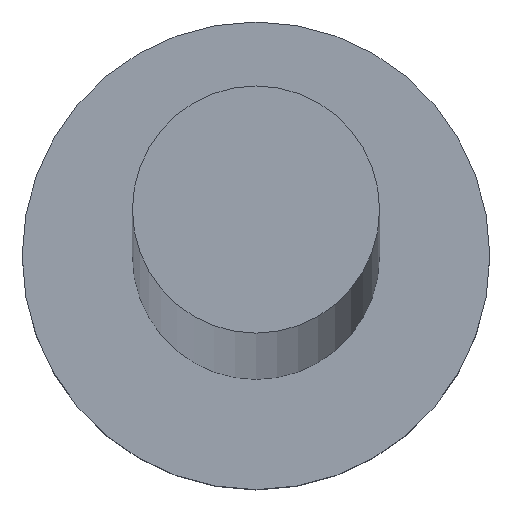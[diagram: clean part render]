
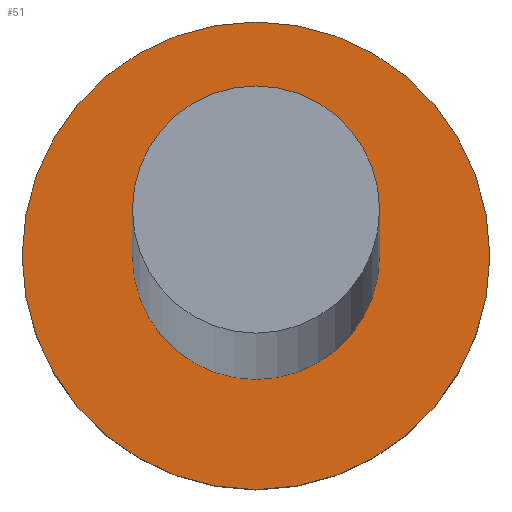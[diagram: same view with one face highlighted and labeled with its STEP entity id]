
A CAD part, top view. The second image highlights one B-rep face of the part: STEP entity #51.
In plain terms, the highlighted planar face has unit normal (0, 0, 1).
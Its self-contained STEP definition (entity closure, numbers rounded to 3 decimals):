
#2 = DIRECTION ( 'NONE',  ( 0., 0., 1. ) ) ;
#23 = PLANE ( 'NONE',  #246 ) ;
#25 = AXIS2_PLACEMENT_3D ( 'NONE', #163, #39, #239 ) ;
#26 = EDGE_CURVE ( 'NONE', #146, #68, #161, .T. ) ;
#34 = EDGE_CURVE ( 'NONE', #134, #80, #70, .T. ) ;
#39 = DIRECTION ( 'NONE',  ( 0., 0., 1. ) ) ;
#40 = AXIS2_PLACEMENT_3D ( 'NONE', #223, #114, #136 ) ;
#46 = FACE_OUTER_BOUND ( 'NONE', #95, .T. ) ;
#48 = ORIENTED_EDGE ( 'NONE', *, *, #26, .F. ) ;
#51 = ADVANCED_FACE ( 'NONE', ( #238, #46 ), #23, .T. ) ;
#53 = AXIS2_PLACEMENT_3D ( 'NONE', #64, #201, #92 ) ;
#64 = CARTESIAN_POINT ( 'NONE',  ( 0., 0., 3. ) ) ;
#68 = VERTEX_POINT ( 'NONE', #83 ) ;
#70 = CIRCLE ( 'NONE', #40, 3.5 ) ;
#80 = VERTEX_POINT ( 'NONE', #100 ) ;
#83 = CARTESIAN_POINT ( 'NONE',  ( -1.85, 0., 3. ) ) ;
#89 = EDGE_CURVE ( 'NONE', #68, #146, #140, .T. ) ;
#92 = DIRECTION ( 'NONE',  ( 1., 0., 0. ) ) ;
#95 = EDGE_LOOP ( 'NONE', ( #190, #154 ) ) ;
#97 = DIRECTION ( 'NONE',  ( 1., 0., 0. ) ) ;
#99 = CARTESIAN_POINT ( 'NONE',  ( 3.5, 0., 3. ) ) ;
#100 = CARTESIAN_POINT ( 'NONE',  ( -3.5, 0., 3. ) ) ;
#114 = DIRECTION ( 'NONE',  ( 0., 0., 1. ) ) ;
#134 = VERTEX_POINT ( 'NONE', #99 ) ;
#136 = DIRECTION ( 'NONE',  ( 1., 0., 0. ) ) ;
#140 = CIRCLE ( 'NONE', #25, 1.85 ) ;
#146 = VERTEX_POINT ( 'NONE', #180 ) ;
#154 = ORIENTED_EDGE ( 'NONE', *, *, #34, .T. ) ;
#158 = ORIENTED_EDGE ( 'NONE', *, *, #89, .F. ) ;
#161 = CIRCLE ( 'NONE', #195, 1.85 ) ;
#163 = CARTESIAN_POINT ( 'NONE',  ( 0., 0., 3. ) ) ;
#165 = EDGE_CURVE ( 'NONE', #80, #134, #172, .T. ) ;
#166 = EDGE_LOOP ( 'NONE', ( #158, #48 ) ) ;
#172 = CIRCLE ( 'NONE', #53, 3.5 ) ;
#180 = CARTESIAN_POINT ( 'NONE',  ( 1.85, 0., 3. ) ) ;
#190 = ORIENTED_EDGE ( 'NONE', *, *, #165, .T. ) ;
#195 = AXIS2_PLACEMENT_3D ( 'NONE', #222, #255, #207 ) ;
#201 = DIRECTION ( 'NONE',  ( 0., 0., 1. ) ) ;
#205 = CARTESIAN_POINT ( 'NONE',  ( 0., 0., 3. ) ) ;
#207 = DIRECTION ( 'NONE',  ( 1., 0., 0. ) ) ;
#222 = CARTESIAN_POINT ( 'NONE',  ( 0., 0., 3. ) ) ;
#223 = CARTESIAN_POINT ( 'NONE',  ( 0., 0., 3. ) ) ;
#238 = FACE_BOUND ( 'NONE', #166, .T. ) ;
#239 = DIRECTION ( 'NONE',  ( 1., 0., 0. ) ) ;
#246 = AXIS2_PLACEMENT_3D ( 'NONE', #205, #2, #97 ) ;
#255 = DIRECTION ( 'NONE',  ( 0., 0., 1. ) ) ;
